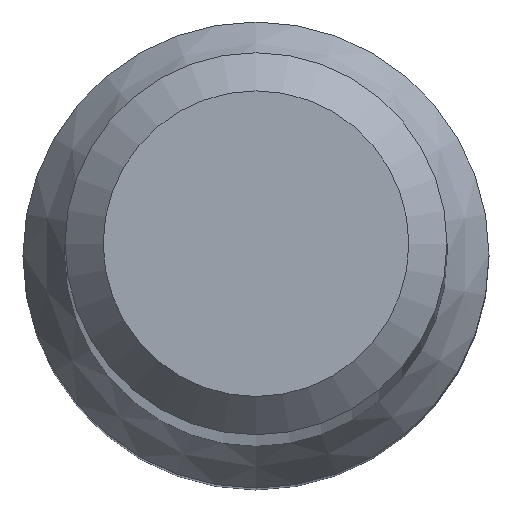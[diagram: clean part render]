
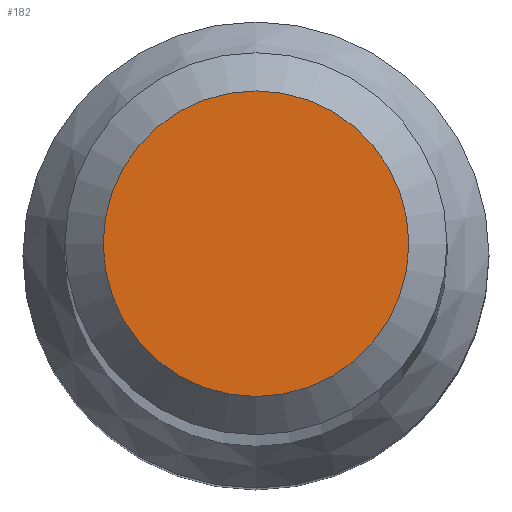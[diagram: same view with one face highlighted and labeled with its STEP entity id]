
A CAD part, top view. The second image highlights one B-rep face of the part: STEP entity #182.
In plain terms, the highlighted planar face has unit normal (0, 0, 1).
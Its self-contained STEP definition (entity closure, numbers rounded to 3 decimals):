
#27 = CARTESIAN_POINT ( 'NONE',  ( 0., 1.6, 80. ) ) ;
#28 = AXIS2_PLACEMENT_3D ( 'NONE', #226, #148, #233 ) ;
#38 = PLANE ( 'NONE',  #39 ) ;
#39 = AXIS2_PLACEMENT_3D ( 'NONE', #185, #203, #57 ) ;
#57 = DIRECTION ( 'NONE',  ( 0., 1., 0. ) ) ;
#80 = VERTEX_POINT ( 'NONE', #27 ) ;
#104 = EDGE_CURVE ( 'NONE', #80, #80, #122, .T. ) ;
#122 = CIRCLE ( 'NONE', #28, 1.6 ) ;
#148 = DIRECTION ( 'NONE',  ( 0., 0., -1. ) ) ;
#182 = ADVANCED_FACE ( 'NONE', ( #202 ), #38, .F. ) ;
#185 = CARTESIAN_POINT ( 'NONE',  ( 0., 0., 80. ) ) ;
#201 = EDGE_LOOP ( 'NONE', ( #211 ) ) ;
#202 = FACE_OUTER_BOUND ( 'NONE', #201, .T. ) ;
#203 = DIRECTION ( 'NONE',  ( 0., 0., -1. ) ) ;
#211 = ORIENTED_EDGE ( 'NONE', *, *, #104, .F. ) ;
#226 = CARTESIAN_POINT ( 'NONE',  ( 0., 0., 80. ) ) ;
#233 = DIRECTION ( 'NONE',  ( 0., 1., 0. ) ) ;
